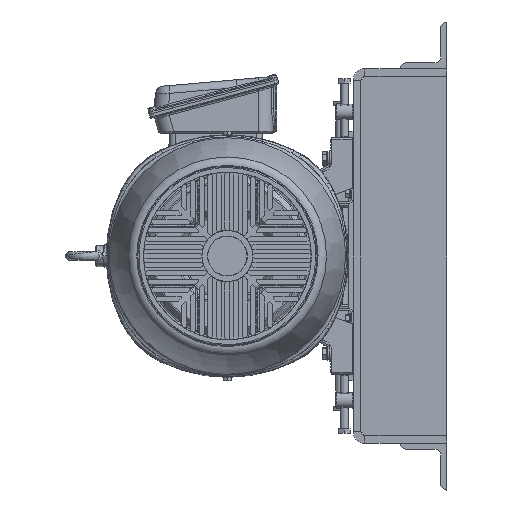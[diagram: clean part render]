
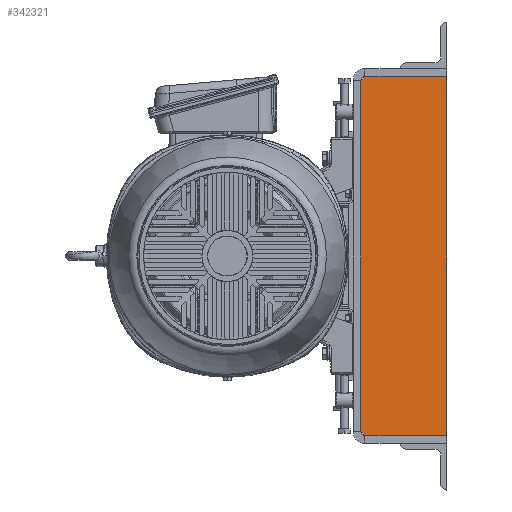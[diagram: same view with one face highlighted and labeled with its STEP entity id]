
A CAD part, left-side view. The second image highlights one B-rep face of the part: STEP entity #342321.
In plain terms, the highlighted planar face has unit normal (-1, 0, 0).
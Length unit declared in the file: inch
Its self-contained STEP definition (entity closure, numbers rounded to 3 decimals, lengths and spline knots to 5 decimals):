
#10555 = VECTOR ( 'NONE', #233472, 39.37008 ) ;
#13125 = CARTESIAN_POINT ( 'NONE',  ( 0., 5.5, -0.75 ) ) ;
#14587 = CARTESIAN_POINT ( 'NONE',  ( 0., 0., -0.5 ) ) ;
#16596 = VERTEX_POINT ( 'NONE', #256748 ) ;
#17554 = DIRECTION ( 'NONE',  ( 0., -0.707, -0.707 ) ) ;
#30627 = CARTESIAN_POINT ( 'NONE',  ( 0., 5.25, -23.5 ) ) ;
#31569 = VECTOR ( 'NONE', #353258, 39.37008 ) ;
#36432 = VECTOR ( 'NONE', #300195, 39.37008 ) ;
#42601 = EDGE_CURVE ( 'NONE', #268014, #245074, #93553, .T. ) ;
#51255 = CARTESIAN_POINT ( 'NONE',  ( 0., 5.5, -23.25 ) ) ;
#52737 = EDGE_CURVE ( 'NONE', #16596, #107389, #367519, .T. ) ;
#54789 = LINE ( 'NONE', #13125, #293241 ) ;
#64404 = CARTESIAN_POINT ( 'NONE',  ( 0., 0., -23.5 ) ) ;
#79087 = EDGE_CURVE ( 'NONE', #172891, #268014, #279847, .T. ) ;
#86822 = EDGE_CURVE ( 'NONE', #351770, #172891, #313997, .T. ) ;
#93553 = LINE ( 'NONE', #388703, #10555 ) ;
#99291 = CARTESIAN_POINT ( 'NONE',  ( 0., 0., -23.5 ) ) ;
#102671 = VECTOR ( 'NONE', #17554, 39.37008 ) ;
#107389 = VERTEX_POINT ( 'NONE', #331939 ) ;
#118481 = DIRECTION ( 'NONE',  ( 0., -1., 0. ) ) ;
#124541 = ORIENTED_EDGE ( 'NONE', *, *, #182543, .T. ) ;
#130489 = DIRECTION ( 'NONE',  ( 0., 0., -1. ) ) ;
#133810 = FACE_OUTER_BOUND ( 'NONE', #367637, .T. ) ;
#138752 = CARTESIAN_POINT ( 'NONE',  ( 0., 5.25, -23.5 ) ) ;
#172891 = VERTEX_POINT ( 'NONE', #64404 ) ;
#182543 = EDGE_CURVE ( 'NONE', #245074, #16596, #54789, .T. ) ;
#195465 = ORIENTED_EDGE ( 'NONE', *, *, #86822, .T. ) ;
#211072 = ORIENTED_EDGE ( 'NONE', *, *, #310938, .T. ) ;
#233472 = DIRECTION ( 'NONE',  ( 0., 1., 0. ) ) ;
#238888 = ORIENTED_EDGE ( 'NONE', *, *, #42601, .T. ) ;
#242283 = AXIS2_PLACEMENT_3D ( 'NONE', #99291, #317006, #130489 ) ;
#245074 = VERTEX_POINT ( 'NONE', #343405 ) ;
#256549 = CARTESIAN_POINT ( 'NONE',  ( 0., 0., -0.5 ) ) ;
#256748 = CARTESIAN_POINT ( 'NONE',  ( 0., 5.5, -0.75 ) ) ;
#268014 = VERTEX_POINT ( 'NONE', #14587 ) ;
#273104 = ORIENTED_EDGE ( 'NONE', *, *, #52737, .T. ) ;
#279847 = LINE ( 'NONE', #256549, #31569 ) ;
#293241 = VECTOR ( 'NONE', #324818, 39.37008 ) ;
#300195 = DIRECTION ( 'NONE',  ( 0., 0., -1. ) ) ;
#310938 = EDGE_CURVE ( 'NONE', #107389, #351770, #350935, .T. ) ;
#313997 = LINE ( 'NONE', #367476, #386914 ) ;
#317006 = DIRECTION ( 'NONE',  ( 1., 0., 0. ) ) ;
#324818 = DIRECTION ( 'NONE',  ( 0., 0.707, -0.707 ) ) ;
#331939 = CARTESIAN_POINT ( 'NONE',  ( 0., 5.5, -23.25 ) ) ;
#342321 = ADVANCED_FACE ( 'NONE', ( #133810 ), #376878, .F. ) ;
#343405 = CARTESIAN_POINT ( 'NONE',  ( 0., 5.25, -0.5 ) ) ;
#350935 = LINE ( 'NONE', #138752, #102671 ) ;
#351770 = VERTEX_POINT ( 'NONE', #30627 ) ;
#353258 = DIRECTION ( 'NONE',  ( 0., 0., 1. ) ) ;
#367476 = CARTESIAN_POINT ( 'NONE',  ( 0., 0., -23.5 ) ) ;
#367519 = LINE ( 'NONE', #51255, #36432 ) ;
#367637 = EDGE_LOOP ( 'NONE', ( #386911, #238888, #124541, #273104, #211072, #195465 ) ) ;
#376878 = PLANE ( 'NONE',  #242283 ) ;
#386911 = ORIENTED_EDGE ( 'NONE', *, *, #79087, .T. ) ;
#386914 = VECTOR ( 'NONE', #118481, 39.37008 ) ;
#388703 = CARTESIAN_POINT ( 'NONE',  ( 0., 5.25, -0.5 ) ) ;
